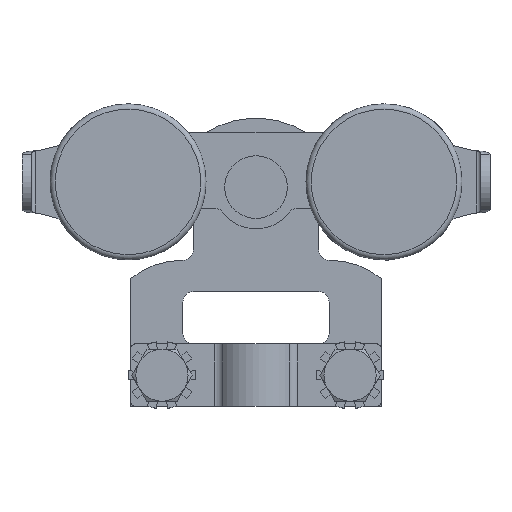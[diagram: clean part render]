
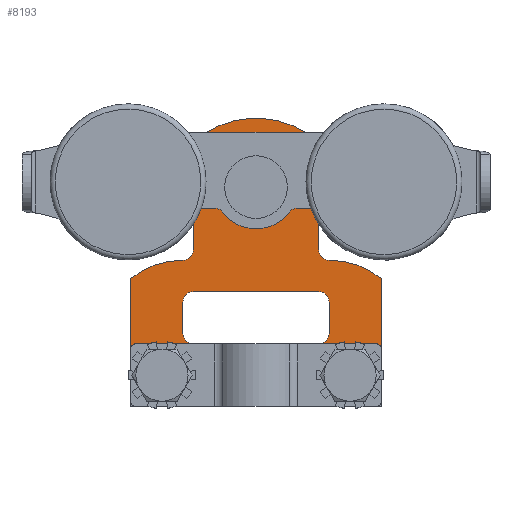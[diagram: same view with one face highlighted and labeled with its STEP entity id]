
A CAD part, front view. The second image highlights one B-rep face of the part: STEP entity #8193.
In plain terms, the highlighted planar face has unit normal (0, -1, 0).
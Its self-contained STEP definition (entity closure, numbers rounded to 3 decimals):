
#145=FACE_BOUND('',#1245,.T.);
#329=PLANE('',#9019);
#764=FACE_OUTER_BOUND('',#1244,.T.);
#1244=EDGE_LOOP('',(#7132,#7133,#7134,#7135,#7136,#7137,#7138,#7139,#7140,
#7141,#7142,#7143,#7144,#7145,#7146,#7147,#7148,#7149,#7150,#7151));
#1245=EDGE_LOOP('',(#7152));
#1954=LINE('',#16411,#2670);
#1955=LINE('',#16415,#2671);
#1956=LINE('',#16421,#2672);
#1957=LINE('',#16425,#2673);
#1958=LINE('',#16431,#2674);
#1959=LINE('',#16435,#2675);
#1960=LINE('',#16439,#2676);
#1961=LINE('',#16443,#2677);
#1962=LINE('',#16447,#2678);
#2670=VECTOR('',#11207,10.);
#2671=VECTOR('',#11210,10.);
#2672=VECTOR('',#11215,10.);
#2673=VECTOR('',#11218,10.);
#2674=VECTOR('',#11223,10.);
#2675=VECTOR('',#11226,10.);
#2676=VECTOR('',#11229,10.);
#2677=VECTOR('',#11232,10.);
#2678=VECTOR('',#11235,10.);
#3114=CIRCLE('',#9008,4.95);
#3118=CIRCLE('',#9020,1.);
#3119=CIRCLE('',#9021,16.);
#3120=CIRCLE('',#9022,2.);
#3121=CIRCLE('',#9023,18.);
#3122=CIRCLE('',#9024,2.);
#3123=CIRCLE('',#9025,16.);
#3124=CIRCLE('',#9026,1.);
#3125=CIRCLE('',#9027,2.);
#3126=CIRCLE('',#9028,2.);
#3127=CIRCLE('',#9029,2.);
#3128=CIRCLE('',#9030,2.);
#3854=VERTEX_POINT('',#16367);
#3870=VERTEX_POINT('',#16409);
#3871=VERTEX_POINT('',#16410);
#3872=VERTEX_POINT('',#16412);
#3873=VERTEX_POINT('',#16414);
#3874=VERTEX_POINT('',#16416);
#3875=VERTEX_POINT('',#16418);
#3876=VERTEX_POINT('',#16420);
#3877=VERTEX_POINT('',#16422);
#3878=VERTEX_POINT('',#16424);
#3879=VERTEX_POINT('',#16426);
#3880=VERTEX_POINT('',#16428);
#3881=VERTEX_POINT('',#16430);
#3882=VERTEX_POINT('',#16432);
#3883=VERTEX_POINT('',#16434);
#3884=VERTEX_POINT('',#16436);
#3885=VERTEX_POINT('',#16438);
#3886=VERTEX_POINT('',#16440);
#3887=VERTEX_POINT('',#16442);
#3888=VERTEX_POINT('',#16444);
#3889=VERTEX_POINT('',#16446);
#4976=EDGE_CURVE('',#3854,#3854,#3114,.T.);
#4994=EDGE_CURVE('',#3870,#3871,#1954,.T.);
#4995=EDGE_CURVE('',#3872,#3871,#3118,.T.);
#4996=EDGE_CURVE('',#3873,#3872,#1955,.T.);
#4997=EDGE_CURVE('',#3873,#3874,#3119,.T.);
#4998=EDGE_CURVE('',#3875,#3874,#3120,.T.);
#4999=EDGE_CURVE('',#3876,#3875,#1956,.T.);
#5000=EDGE_CURVE('',#3877,#3876,#3121,.T.);
#5001=EDGE_CURVE('',#3878,#3877,#1957,.T.);
#5002=EDGE_CURVE('',#3879,#3878,#3122,.T.);
#5003=EDGE_CURVE('',#3879,#3880,#3123,.T.);
#5004=EDGE_CURVE('',#3881,#3880,#1958,.T.);
#5005=EDGE_CURVE('',#3882,#3881,#3124,.T.);
#5006=EDGE_CURVE('',#3882,#3883,#1959,.T.);
#5007=EDGE_CURVE('',#3883,#3884,#3125,.T.);
#5008=EDGE_CURVE('',#3884,#3885,#1960,.T.);
#5009=EDGE_CURVE('',#3885,#3886,#3126,.T.);
#5010=EDGE_CURVE('',#3886,#3887,#1961,.T.);
#5011=EDGE_CURVE('',#3887,#3888,#3127,.T.);
#5012=EDGE_CURVE('',#3888,#3889,#1962,.T.);
#5013=EDGE_CURVE('',#3889,#3870,#3128,.T.);
#7132=ORIENTED_EDGE('',*,*,#4994,.T.);
#7133=ORIENTED_EDGE('',*,*,#4995,.F.);
#7134=ORIENTED_EDGE('',*,*,#4996,.F.);
#7135=ORIENTED_EDGE('',*,*,#4997,.T.);
#7136=ORIENTED_EDGE('',*,*,#4998,.F.);
#7137=ORIENTED_EDGE('',*,*,#4999,.F.);
#7138=ORIENTED_EDGE('',*,*,#5000,.F.);
#7139=ORIENTED_EDGE('',*,*,#5001,.F.);
#7140=ORIENTED_EDGE('',*,*,#5002,.F.);
#7141=ORIENTED_EDGE('',*,*,#5003,.T.);
#7142=ORIENTED_EDGE('',*,*,#5004,.F.);
#7143=ORIENTED_EDGE('',*,*,#5005,.F.);
#7144=ORIENTED_EDGE('',*,*,#5006,.T.);
#7145=ORIENTED_EDGE('',*,*,#5007,.T.);
#7146=ORIENTED_EDGE('',*,*,#5008,.T.);
#7147=ORIENTED_EDGE('',*,*,#5009,.T.);
#7148=ORIENTED_EDGE('',*,*,#5010,.T.);
#7149=ORIENTED_EDGE('',*,*,#5011,.T.);
#7150=ORIENTED_EDGE('',*,*,#5012,.T.);
#7151=ORIENTED_EDGE('',*,*,#5013,.T.);
#7152=ORIENTED_EDGE('',*,*,#4976,.T.);
#8193=ADVANCED_FACE('',(#764,#145),#329,.F.);
#9008=AXIS2_PLACEMENT_3D('',#16368,#11169,#11170);
#9019=AXIS2_PLACEMENT_3D('',#16408,#11205,#11206);
#9020=AXIS2_PLACEMENT_3D('',#16413,#11208,#11209);
#9021=AXIS2_PLACEMENT_3D('',#16417,#11211,#11212);
#9022=AXIS2_PLACEMENT_3D('',#16419,#11213,#11214);
#9023=AXIS2_PLACEMENT_3D('',#16423,#11216,#11217);
#9024=AXIS2_PLACEMENT_3D('',#16427,#11219,#11220);
#9025=AXIS2_PLACEMENT_3D('',#16429,#11221,#11222);
#9026=AXIS2_PLACEMENT_3D('',#16433,#11224,#11225);
#9027=AXIS2_PLACEMENT_3D('',#16437,#11227,#11228);
#9028=AXIS2_PLACEMENT_3D('',#16441,#11230,#11231);
#9029=AXIS2_PLACEMENT_3D('',#16445,#11233,#11234);
#9030=AXIS2_PLACEMENT_3D('',#16448,#11236,#11237);
#11169=DIRECTION('center_axis',(0.,1.,0.));
#11170=DIRECTION('ref_axis',(1.,0.,0.));
#11205=DIRECTION('center_axis',(0.,1.,0.));
#11206=DIRECTION('ref_axis',(-1.,0.,0.));
#11207=DIRECTION('',(1.,0.,0.));
#11208=DIRECTION('center_axis',(0.,-1.,0.));
#11209=DIRECTION('ref_axis',(0.707,0.,0.707));
#11210=DIRECTION('',(0.,0.,-1.));
#11211=DIRECTION('center_axis',(0.,-1.,0.));
#11212=DIRECTION('ref_axis',(0.,0.,
-1.));
#11213=DIRECTION('center_axis',(0.,-1.,0.));
#11214=DIRECTION('ref_axis',(0.,0.,
-1.));
#11215=DIRECTION('',(0.,0.,-1.));
#11216=DIRECTION('center_axis',(0.,1.,0.));
#11217=DIRECTION('ref_axis',(0.667,0.,-0.745));
#11218=DIRECTION('',(0.,0.,1.));
#11219=DIRECTION('center_axis',(0.,-1.,0.));
#11220=DIRECTION('ref_axis',(1.,0.,0.));
#11221=DIRECTION('center_axis',(0.,-1.,0.));
#11222=DIRECTION('ref_axis',(0.625,0.,-0.781));
#11223=DIRECTION('',(0.,0.,1.));
#11224=DIRECTION('center_axis',(0.,-1.,0.));
#11225=DIRECTION('ref_axis',(-0.707,0.,0.707));
#11226=DIRECTION('',(1.,0.,0.));
#11227=DIRECTION('center_axis',(0.,1.,0.));
#11228=DIRECTION('ref_axis',(0.,0.,
-1.));
#11229=DIRECTION('',(0.,0.,1.));
#11230=DIRECTION('center_axis',(0.,1.,0.));
#11231=DIRECTION('ref_axis',(-1.,0.,0.));
#11232=DIRECTION('',(1.,0.,0.));
#11233=DIRECTION('center_axis',(0.,1.,0.));
#11234=DIRECTION('ref_axis',(0.,0.,
1.));
#11235=DIRECTION('',(0.,0.,-1.));
#11236=DIRECTION('center_axis',(0.,1.,0.));
#11237=DIRECTION('ref_axis',(1.,0.,0.));
#16367=CARTESIAN_POINT('',(-4.95,-1.5,0.));
#16368=CARTESIAN_POINT('Origin',(0.,-1.5,
0.));
#16408=CARTESIAN_POINT('Origin',(0.,-1.5,-18.807));
#16409=CARTESIAN_POINT('',(12.,-1.5,-30.));
#16410=CARTESIAN_POINT('',(23.,-1.5,-30.));
#16411=CARTESIAN_POINT('',(7.99,-1.5,-30.));
#16412=CARTESIAN_POINT('',(24.,-1.5,-31.));
#16413=CARTESIAN_POINT('Origin',(23.,-1.5,-31.));
#16414=CARTESIAN_POINT('',(24.,-1.5,-17.51));
#16415=CARTESIAN_POINT('',(24.,-1.5,-42.));
#16416=CARTESIAN_POINT('',(14.,-1.5,-14.));
#16417=CARTESIAN_POINT('Origin',(14.,-1.5,-30.));
#16418=CARTESIAN_POINT('',(12.,-1.5,-12.));
#16419=CARTESIAN_POINT('Origin',(14.,-1.5,-12.));
#16420=CARTESIAN_POINT('',(12.,-1.5,8.608));
#16421=CARTESIAN_POINT('',(12.,-1.5,-12.));
#16422=CARTESIAN_POINT('',(-12.,-1.5,8.608));
#16423=CARTESIAN_POINT('Origin',(0.,-1.5,-4.809));
#16424=CARTESIAN_POINT('',(-12.,-1.5,-12.));
#16425=CARTESIAN_POINT('',(-12.,-1.5,8.608));
#16426=CARTESIAN_POINT('',(-14.,-1.5,-14.));
#16427=CARTESIAN_POINT('Origin',(-14.,-1.5,-12.));
#16428=CARTESIAN_POINT('',(-24.,-1.5,-17.51));
#16429=CARTESIAN_POINT('Origin',(-14.,-1.5,-30.));
#16430=CARTESIAN_POINT('',(-24.,-1.5,-31.));
#16431=CARTESIAN_POINT('',(-24.,-1.5,-14.));
#16432=CARTESIAN_POINT('',(-23.,-1.5,-30.));
#16433=CARTESIAN_POINT('Origin',(-23.,-1.5,-31.));
#16434=CARTESIAN_POINT('',(-12.,-1.5,-30.));
#16435=CARTESIAN_POINT('',(-24.,-1.5,-30.));
#16436=CARTESIAN_POINT('',(-14.,-1.5,-28.));
#16437=CARTESIAN_POINT('Origin',(-12.,-1.5,-28.));
#16438=CARTESIAN_POINT('',(-14.,-1.5,-22.));
#16439=CARTESIAN_POINT('',(-14.,-1.5,-20.403));
#16440=CARTESIAN_POINT('',(-12.,-1.5,-20.));
#16441=CARTESIAN_POINT('Origin',(-12.,-1.5,-22.));
#16442=CARTESIAN_POINT('',(12.,-1.5,-20.));
#16443=CARTESIAN_POINT('',(6.,-1.5,-20.));
#16444=CARTESIAN_POINT('',(14.,-1.5,-22.));
#16445=CARTESIAN_POINT('Origin',(12.,-1.5,-22.));
#16446=CARTESIAN_POINT('',(14.,-1.5,-28.));
#16447=CARTESIAN_POINT('',(14.,-1.5,-23.403));
#16448=CARTESIAN_POINT('Origin',(12.,-1.5,-28.));
